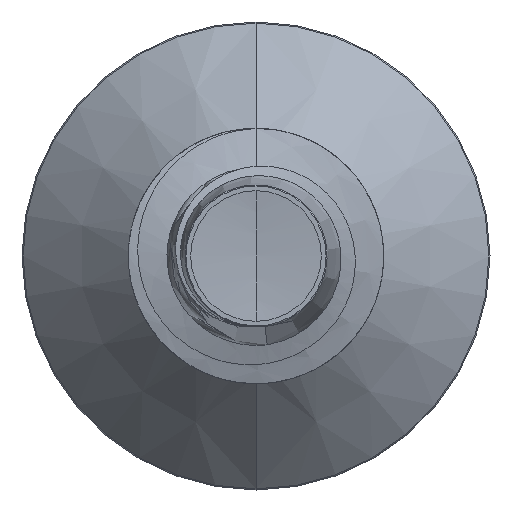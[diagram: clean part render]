
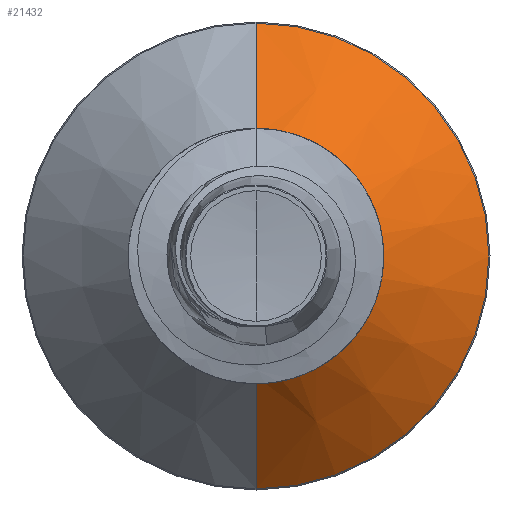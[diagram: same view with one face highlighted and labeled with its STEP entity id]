
A CAD part, front view. The second image highlights one B-rep face of the part: STEP entity #21432.
In plain terms, the highlighted conical face has half-angle 45 degrees and reference radius 1.414 mm.
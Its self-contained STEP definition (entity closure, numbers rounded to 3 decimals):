
#2484 = DIRECTION ( 'NONE',  ( 0., 0.707, -0.707 ) ) ;
#2515 = CARTESIAN_POINT ( 'NONE',  ( 0., 18.114, 1.414 ) ) ;
#2691 = CARTESIAN_POINT ( 'NONE',  ( 0., 18.114, -1.414 ) ) ;
#2758 = DIRECTION ( 'NONE',  ( 0., 0.707, 0.707 ) ) ;
#2930 = CARTESIAN_POINT ( 'NONE',  ( 0., 18.114, -1.414 ) ) ;
#2941 = CARTESIAN_POINT ( 'NONE',  ( 0., 19.437, 2.737 ) ) ;
#3430 = VECTOR ( 'NONE', #2758, 1000. ) ;
#3449 = EDGE_CURVE ( 'NONE', #7263, #6978, #16083, .T. ) ;
#4482 = CONICAL_SURFACE ( 'NONE', #5742, 1.414, 0.785 ) ;
#5087 = AXIS2_PLACEMENT_3D ( 'NONE', #9420, #9382, #9352 ) ;
#5168 = CARTESIAN_POINT ( 'NONE',  ( 0., 18.114, 1.414 ) ) ;
#5412 = ORIENTED_EDGE ( 'NONE', *, *, #7235, .T. ) ;
#5742 = AXIS2_PLACEMENT_3D ( 'NONE', #23761, #15415, #18913 ) ;
#6978 = VERTEX_POINT ( 'NONE', #2930 ) ;
#7234 = VERTEX_POINT ( 'NONE', #2941 ) ;
#7235 = EDGE_CURVE ( 'NONE', #6978, #22330, #24559, .T. ) ;
#7263 = VERTEX_POINT ( 'NONE', #2515 ) ;
#9352 = DIRECTION ( 'NONE',  ( 0., 0., 1. ) ) ;
#9382 = DIRECTION ( 'NONE',  ( 0., 1., 0. ) ) ;
#9420 = CARTESIAN_POINT ( 'NONE',  ( 0., 18.114, 0. ) ) ;
#10208 = CARTESIAN_POINT ( 'NONE',  ( 0., 19.437, -2.737 ) ) ;
#10665 = ORIENTED_EDGE ( 'NONE', *, *, #3449, .T. ) ;
#11562 = EDGE_CURVE ( 'NONE', #7263, #7234, #14927, .T. ) ;
#12341 = DIRECTION ( 'NONE',  ( 0., 1., 0. ) ) ;
#14876 = CIRCLE ( 'NONE', #18672, 2.737 ) ;
#14927 = LINE ( 'NONE', #5168, #3430 ) ;
#15415 = DIRECTION ( 'NONE',  ( 0., 1., 0. ) ) ;
#16083 = CIRCLE ( 'NONE', #5087, 1.414 ) ;
#16868 = FACE_OUTER_BOUND ( 'NONE', #23472, .T. ) ;
#18672 = AXIS2_PLACEMENT_3D ( 'NONE', #22883, #12341, #24397 ) ;
#18913 = DIRECTION ( 'NONE',  ( 0., 0., 1. ) ) ;
#20442 = VECTOR ( 'NONE', #2484, 1000. ) ;
#21432 = ADVANCED_FACE ( 'NONE', ( #16868 ), #4482, .T. ) ;
#21534 = ORIENTED_EDGE ( 'NONE', *, *, #11562, .F. ) ;
#22330 = VERTEX_POINT ( 'NONE', #10208 ) ;
#22883 = CARTESIAN_POINT ( 'NONE',  ( 0., 19.437, 0. ) ) ;
#23472 = EDGE_LOOP ( 'NONE', ( #10665, #5412, #25009, #21534 ) ) ;
#23761 = CARTESIAN_POINT ( 'NONE',  ( 0., 18.114, 0. ) ) ;
#24397 = DIRECTION ( 'NONE',  ( 0., 0., 1. ) ) ;
#24559 = LINE ( 'NONE', #2691, #20442 ) ;
#24612 = EDGE_CURVE ( 'NONE', #7234, #22330, #14876, .T. ) ;
#25009 = ORIENTED_EDGE ( 'NONE', *, *, #24612, .F. ) ;
